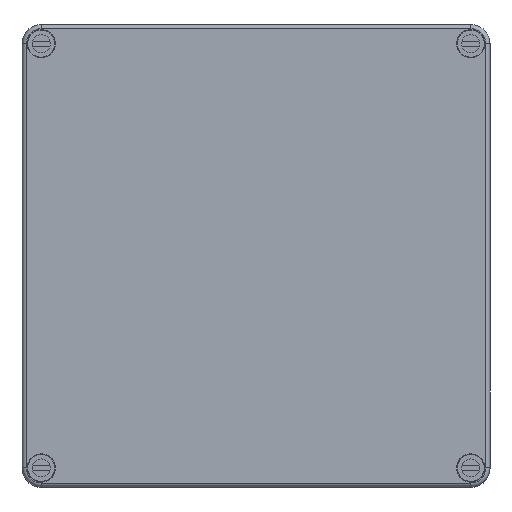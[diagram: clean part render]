
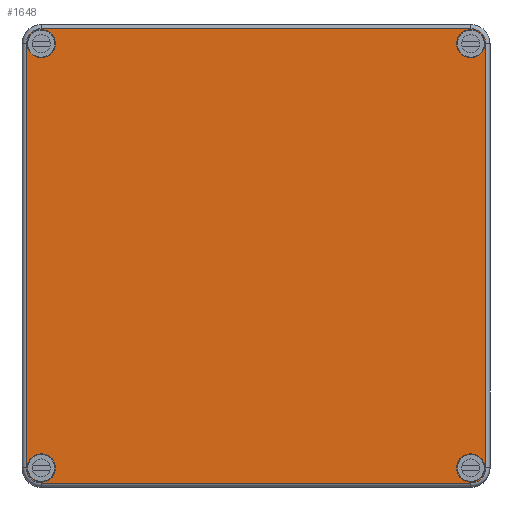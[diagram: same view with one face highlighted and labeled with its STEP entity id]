
A CAD part, top view. The second image highlights one B-rep face of the part: STEP entity #1648.
In plain terms, the highlighted planar face has unit normal (0, 0, 1).
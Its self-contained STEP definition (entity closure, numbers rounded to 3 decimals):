
#1648 = ADVANCED_FACE( '', ( #3393, #3394, #3395, #3396, #3397 ), #3398, .F. );
#3393 = FACE_BOUND( '', #5119, .T. );
#3394 = FACE_BOUND( '', #5120, .T. );
#3395 = FACE_BOUND( '', #5121, .T. );
#3396 = FACE_BOUND( '', #5122, .T. );
#3397 = FACE_OUTER_BOUND( '', #5123, .T. );
#3398 = PLANE( '', #5124 );
#5119 = EDGE_LOOP( '', ( #9620 ) );
#5120 = EDGE_LOOP( '', ( #9621 ) );
#5121 = EDGE_LOOP( '', ( #9622 ) );
#5122 = EDGE_LOOP( '', ( #9623 ) );
#5123 = EDGE_LOOP( '', ( #9624, #9625, #9626, #9627, #9628, #9629, #9630, #9631 ) );
#5124 = AXIS2_PLACEMENT_3D( '', #9632, #9633, #9634 );
#9620 = ORIENTED_EDGE( '', *, *, #10635, .F. );
#9621 = ORIENTED_EDGE( '', *, *, #10871, .F. );
#9622 = ORIENTED_EDGE( '', *, *, #10598, .F. );
#9623 = ORIENTED_EDGE( '', *, *, #11420, .F. );
#9624 = ORIENTED_EDGE( '', *, *, #9823, .T. );
#9625 = ORIENTED_EDGE( '', *, *, #11112, .F. );
#9626 = ORIENTED_EDGE( '', *, *, #10923, .T. );
#9627 = ORIENTED_EDGE( '', *, *, #11363, .T. );
#9628 = ORIENTED_EDGE( '', *, *, #10008, .F. );
#9629 = ORIENTED_EDGE( '', *, *, #11041, .T. );
#9630 = ORIENTED_EDGE( '', *, *, #11275, .F. );
#9631 = ORIENTED_EDGE( '', *, *, #11452, .F. );
#9632 = CARTESIAN_POINT( '', ( -89.356, 82.5, 18. ) );
#9633 = DIRECTION( '', ( 0., 0., -1. ) );
#9634 = DIRECTION( '', ( -1., 0., 0. ) );
#9823 = EDGE_CURVE( '', #11659, #11660, #11661, .T. );
#10008 = EDGE_CURVE( '', #11995, #11997, #11998, .T. );
#10598 = EDGE_CURVE( '', #12951, #12951, #12952, .T. );
#10635 = EDGE_CURVE( '', #13005, #13005, #13006, .T. );
#10871 = EDGE_CURVE( '', #13349, #13349, #13350, .T. );
#10923 = EDGE_CURVE( '', #13425, #13426, #13427, .T. );
#11041 = EDGE_CURVE( '', #11995, #13594, #13596, .T. );
#11112 = EDGE_CURVE( '', #13425, #11660, #13682, .T. );
#11275 = EDGE_CURVE( '', #13888, #13594, #13890, .T. );
#11363 = EDGE_CURVE( '', #13426, #11997, #13985, .T. );
#11420 = EDGE_CURVE( '', #14046, #14046, #14047, .T. );
#11452 = EDGE_CURVE( '', #11659, #13888, #14082, .T. );
#11659 = VERTEX_POINT( '', #14332 );
#11660 = VERTEX_POINT( '', #14333 );
#11661 = CIRCLE( '', #14334, 5.856 );
#11995 = VERTEX_POINT( '', #14767 );
#11997 = VERTEX_POINT( '', #14769 );
#11998 = CIRCLE( '', #14770, 5.856 );
#12951 = VERTEX_POINT( '', #16086 );
#12952 = CIRCLE( '', #16087, 5.5 );
#13005 = VERTEX_POINT( '', #16156 );
#13006 = CIRCLE( '', #16157, 5.5 );
#13349 = VERTEX_POINT( '', #16612 );
#13350 = CIRCLE( '', #16613, 5.5 );
#13425 = VERTEX_POINT( '', #16738 );
#13426 = VERTEX_POINT( '', #16739 );
#13427 = CIRCLE( '', #16740, 5.856 );
#13594 = VERTEX_POINT( '', #16963 );
#13596 = LINE( '', #16965, #16966 );
#13682 = LINE( '', #17082, #17083 );
#13888 = VERTEX_POINT( '', #17394 );
#13890 = CIRCLE( '', #17396, 5.856 );
#13985 = LINE( '', #17523, #17524 );
#14046 = VERTEX_POINT( '', #17601 );
#14047 = CIRCLE( '', #17602, 5.5 );
#14082 = LINE( '', #17643, #17644 );
#14332 = CARTESIAN_POINT( '', ( 83.5, -88.356, 18. ) );
#14333 = CARTESIAN_POINT( '', ( 89.356, -82.5, 18. ) );
#14334 = AXIS2_PLACEMENT_3D( '', #17835, #17836, #17837 );
#14767 = CARTESIAN_POINT( '', ( -89.356, 82.5, 18. ) );
#14769 = CARTESIAN_POINT( '', ( -83.5, 88.356, 18. ) );
#14770 = AXIS2_PLACEMENT_3D( '', #18108, #18109, #18110 );
#16086 = CARTESIAN_POINT( '', ( -78., 82.5, 18. ) );
#16087 = AXIS2_PLACEMENT_3D( '', #18856, #18857, #18858 );
#16156 = CARTESIAN_POINT( '', ( -78., -82.5, 18. ) );
#16157 = AXIS2_PLACEMENT_3D( '', #18902, #18903, #18904 );
#16612 = CARTESIAN_POINT( '', ( 89., -82.5, 18. ) );
#16613 = AXIS2_PLACEMENT_3D( '', #19203, #19204, #19205 );
#16738 = CARTESIAN_POINT( '', ( 89.356, 82.5, 18. ) );
#16739 = CARTESIAN_POINT( '', ( 83.5, 88.356, 18. ) );
#16740 = AXIS2_PLACEMENT_3D( '', #19268, #19269, #19270 );
#16963 = CARTESIAN_POINT( '', ( -89.356, -82.5, 18. ) );
#16965 = CARTESIAN_POINT( '', ( -89.356, 82.5, 18. ) );
#16966 = VECTOR( '', #19432, 1000. );
#17082 = CARTESIAN_POINT( '', ( 89.356, 82.5, 18. ) );
#17083 = VECTOR( '', #19493, 1000. );
#17394 = CARTESIAN_POINT( '', ( -83.5, -88.356, 18. ) );
#17396 = AXIS2_PLACEMENT_3D( '', #19663, #19664, #19665 );
#17523 = CARTESIAN_POINT( '', ( 83.5, 88.356, 18. ) );
#17524 = VECTOR( '', #19716, 1000. );
#17601 = CARTESIAN_POINT( '', ( 89., 82.5, 18. ) );
#17602 = AXIS2_PLACEMENT_3D( '', #19745, #19746, #19747 );
#17643 = CARTESIAN_POINT( '', ( 83.5, -88.356, 18. ) );
#17644 = VECTOR( '', #19772, 1000. );
#17835 = CARTESIAN_POINT( '', ( 83.5, -82.5, 18. ) );
#17836 = DIRECTION( '', ( 0., 0., 1. ) );
#17837 = DIRECTION( '', ( 1., 0., 0. ) );
#18108 = CARTESIAN_POINT( '', ( -83.5, 82.5, 18. ) );
#18109 = DIRECTION( '', ( 0., 0., -1. ) );
#18110 = DIRECTION( '', ( -1., 0., 0. ) );
#18856 = CARTESIAN_POINT( '', ( -83.5, 82.5, 18. ) );
#18857 = DIRECTION( '', ( 0., 0., 1. ) );
#18858 = DIRECTION( '', ( 1., 0., 0. ) );
#18902 = CARTESIAN_POINT( '', ( -83.5, -82.5, 18. ) );
#18903 = DIRECTION( '', ( 0., 0., 1. ) );
#18904 = DIRECTION( '', ( 1., 0., 0. ) );
#19203 = CARTESIAN_POINT( '', ( 83.5, -82.5, 18. ) );
#19204 = DIRECTION( '', ( 0., 0., 1. ) );
#19205 = DIRECTION( '', ( 1., 0., 0. ) );
#19268 = CARTESIAN_POINT( '', ( 83.5, 82.5, 18. ) );
#19269 = DIRECTION( '', ( 0., 0., 1. ) );
#19270 = DIRECTION( '', ( 1., 0., 0. ) );
#19432 = DIRECTION( '', ( 0., -1., 0. ) );
#19493 = DIRECTION( '', ( 0., -1., 0. ) );
#19663 = CARTESIAN_POINT( '', ( -83.5, -82.5, 18. ) );
#19664 = DIRECTION( '', ( 0., 0., -1. ) );
#19665 = DIRECTION( '', ( -1., 0., 0. ) );
#19716 = DIRECTION( '', ( -1., 0., 0. ) );
#19745 = CARTESIAN_POINT( '', ( 83.5, 82.5, 18. ) );
#19746 = DIRECTION( '', ( 0., 0., 1. ) );
#19747 = DIRECTION( '', ( 1., 0., 0. ) );
#19772 = DIRECTION( '', ( -1., 0., 0. ) );
